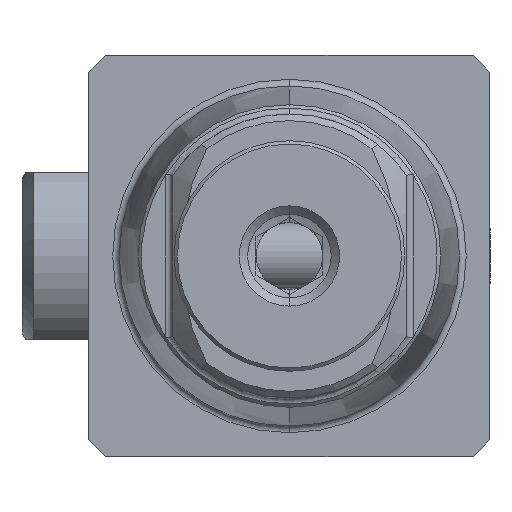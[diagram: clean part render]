
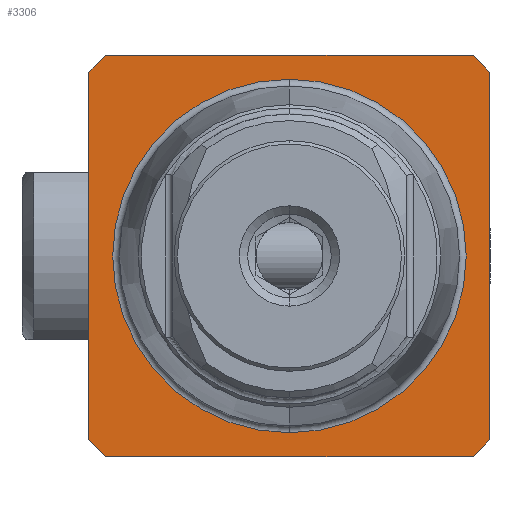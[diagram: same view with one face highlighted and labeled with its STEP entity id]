
A CAD part, left-side view. The second image highlights one B-rep face of the part: STEP entity #3306.
In plain terms, the highlighted planar face has unit normal (-1, 0, 0).
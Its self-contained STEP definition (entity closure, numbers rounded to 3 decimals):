
#111 = ORIENTED_EDGE ( 'NONE', *, *, #1973, .T. ) ;
#167 = LINE ( 'NONE', #2146, #3636 ) ;
#234 = CARTESIAN_POINT ( 'NONE',  ( 0., 0., 0. ) ) ;
#298 = CARTESIAN_POINT ( 'NONE',  ( 0., 6., 0. ) ) ;
#320 = VERTEX_POINT ( 'NONE', #2316 ) ;
#458 = FACE_OUTER_BOUND ( 'NONE', #1151, .T. ) ;
#552 = ORIENTED_EDGE ( 'NONE', *, *, #4814, .T. ) ;
#618 = DIRECTION ( 'NONE',  ( 0., -0.707, -0.707 ) ) ;
#675 = VERTEX_POINT ( 'NONE', #1109 ) ;
#686 = VECTOR ( 'NONE', #6387, 1000. ) ;
#728 = CARTESIAN_POINT ( 'NONE',  ( 0., 5.288, 0. ) ) ;
#822 = ORIENTED_EDGE ( 'NONE', *, *, #5558, .F. ) ;
#826 = CIRCLE ( 'NONE', #2646, 5.288 ) ;
#865 = CARTESIAN_POINT ( 'NONE',  ( 0., 5.5, 6. ) ) ;
#935 = CARTESIAN_POINT ( 'NONE',  ( 0., 6., 5.5 ) ) ;
#1060 = CARTESIAN_POINT ( 'NONE',  ( 0., -5.5, -6. ) ) ;
#1065 = VERTEX_POINT ( 'NONE', #4708 ) ;
#1109 = CARTESIAN_POINT ( 'NONE',  ( 0., 6., -5.5 ) ) ;
#1151 = EDGE_LOOP ( 'NONE', ( #3290, #552, #111, #1467, #822, #8292, #5428, #4952 ) ) ;
#1165 = DIRECTION ( 'NONE',  ( 0., 0., -1. ) ) ;
#1277 = EDGE_CURVE ( 'NONE', #4466, #3597, #167, .T. ) ;
#1467 = ORIENTED_EDGE ( 'NONE', *, *, #7710, .T. ) ;
#1562 = DIRECTION ( 'NONE',  ( -1., 0., 0. ) ) ;
#1802 = AXIS2_PLACEMENT_3D ( 'NONE', #728, #8575, #1165 ) ;
#1973 = EDGE_CURVE ( 'NONE', #320, #6092, #2564, .T. ) ;
#2008 = CARTESIAN_POINT ( 'NONE',  ( 0., 0., 0. ) ) ;
#2146 = CARTESIAN_POINT ( 'NONE',  ( 0., 5.288, -6. ) ) ;
#2316 = CARTESIAN_POINT ( 'NONE',  ( 0., -5.5, 6. ) ) ;
#2359 = DIRECTION ( 'NONE',  ( 0., 0.707, 0.707 ) ) ;
#2534 = VECTOR ( 'NONE', #4568, 1000. ) ;
#2564 = LINE ( 'NONE', #3969, #8656 ) ;
#2584 = ORIENTED_EDGE ( 'NONE', *, *, #3381, .F. ) ;
#2601 = VERTEX_POINT ( 'NONE', #5459 ) ;
#2646 = AXIS2_PLACEMENT_3D ( 'NONE', #234, #1562, #2873 ) ;
#2663 = DIRECTION ( 'NONE',  ( -1., 0., 0. ) ) ;
#2846 = DIRECTION ( 'NONE',  ( 0., -1., 0. ) ) ;
#2873 = DIRECTION ( 'NONE',  ( 0., 0., 1. ) ) ;
#2884 = LINE ( 'NONE', #5561, #5502 ) ;
#2888 = CARTESIAN_POINT ( 'NONE',  ( 0., -6., -5.5 ) ) ;
#3008 = VERTEX_POINT ( 'NONE', #5492 ) ;
#3033 = ORIENTED_EDGE ( 'NONE', *, *, #5920, .F. ) ;
#3096 = VECTOR ( 'NONE', #618, 1000. ) ;
#3167 = CARTESIAN_POINT ( 'NONE',  ( 0., 6., -5.5 ) ) ;
#3182 = VECTOR ( 'NONE', #6372, 1000. ) ;
#3267 = DIRECTION ( 'NONE',  ( 0., 1., 0. ) ) ;
#3290 = ORIENTED_EDGE ( 'NONE', *, *, #3747, .T. ) ;
#3306 = ADVANCED_FACE ( 'NONE', ( #8486, #458 ), #6743, .F. ) ;
#3381 = EDGE_CURVE ( 'NONE', #7754, #1065, #826, .T. ) ;
#3531 = CARTESIAN_POINT ( 'NONE',  ( 0., 0., -5.288 ) ) ;
#3597 = VERTEX_POINT ( 'NONE', #1060 ) ;
#3636 = VECTOR ( 'NONE', #2846, 1000. ) ;
#3699 = EDGE_CURVE ( 'NONE', #675, #4466, #5276, .T. ) ;
#3747 = EDGE_CURVE ( 'NONE', #2601, #5258, #5236, .T. ) ;
#3969 = CARTESIAN_POINT ( 'NONE',  ( 0., 5.288, 6. ) ) ;
#3978 = CARTESIAN_POINT ( 'NONE',  ( 0., 5.5, -6. ) ) ;
#4235 = LINE ( 'NONE', #935, #3182 ) ;
#4466 = VERTEX_POINT ( 'NONE', #3978 ) ;
#4568 = DIRECTION ( 'NONE',  ( 0., 0., 1. ) ) ;
#4645 = CARTESIAN_POINT ( 'NONE',  ( 0., -6., 5.5 ) ) ;
#4680 = DIRECTION ( 'NONE',  ( 0., 0., 1. ) ) ;
#4708 = CARTESIAN_POINT ( 'NONE',  ( 0., 0., 5.288 ) ) ;
#4735 = LINE ( 'NONE', #2888, #4892 ) ;
#4814 = EDGE_CURVE ( 'NONE', #5258, #320, #2884, .T. ) ;
#4892 = VECTOR ( 'NONE', #7412, 1000. ) ;
#4952 = ORIENTED_EDGE ( 'NONE', *, *, #5484, .T. ) ;
#5170 = AXIS2_PLACEMENT_3D ( 'NONE', #2008, #2663, #4680 ) ;
#5236 = LINE ( 'NONE', #6589, #2534 ) ;
#5258 = VERTEX_POINT ( 'NONE', #4645 ) ;
#5276 = LINE ( 'NONE', #3167, #3096 ) ;
#5428 = ORIENTED_EDGE ( 'NONE', *, *, #1277, .T. ) ;
#5459 = CARTESIAN_POINT ( 'NONE',  ( 0., -6., -5.5 ) ) ;
#5484 = EDGE_CURVE ( 'NONE', #3597, #2601, #4735, .T. ) ;
#5492 = CARTESIAN_POINT ( 'NONE',  ( 0., 6., 5.5 ) ) ;
#5502 = VECTOR ( 'NONE', #2359, 1000. ) ;
#5558 = EDGE_CURVE ( 'NONE', #675, #3008, #6350, .T. ) ;
#5561 = CARTESIAN_POINT ( 'NONE',  ( 0., -5.5, 6. ) ) ;
#5920 = EDGE_CURVE ( 'NONE', #1065, #7754, #6009, .T. ) ;
#6009 = CIRCLE ( 'NONE', #5170, 5.288 ) ;
#6059 = EDGE_LOOP ( 'NONE', ( #3033, #2584 ) ) ;
#6092 = VERTEX_POINT ( 'NONE', #865 ) ;
#6350 = LINE ( 'NONE', #298, #686 ) ;
#6372 = DIRECTION ( 'NONE',  ( 0., 0.707, -0.707 ) ) ;
#6387 = DIRECTION ( 'NONE',  ( 0., 0., 1. ) ) ;
#6589 = CARTESIAN_POINT ( 'NONE',  ( 0., -6., 0. ) ) ;
#6743 = PLANE ( 'NONE',  #1802 ) ;
#7412 = DIRECTION ( 'NONE',  ( 0., -0.707, 0.707 ) ) ;
#7710 = EDGE_CURVE ( 'NONE', #6092, #3008, #4235, .T. ) ;
#7754 = VERTEX_POINT ( 'NONE', #3531 ) ;
#8292 = ORIENTED_EDGE ( 'NONE', *, *, #3699, .T. ) ;
#8486 = FACE_BOUND ( 'NONE', #6059, .T. ) ;
#8575 = DIRECTION ( 'NONE',  ( 1., 0., 0. ) ) ;
#8656 = VECTOR ( 'NONE', #3267, 1000. ) ;
